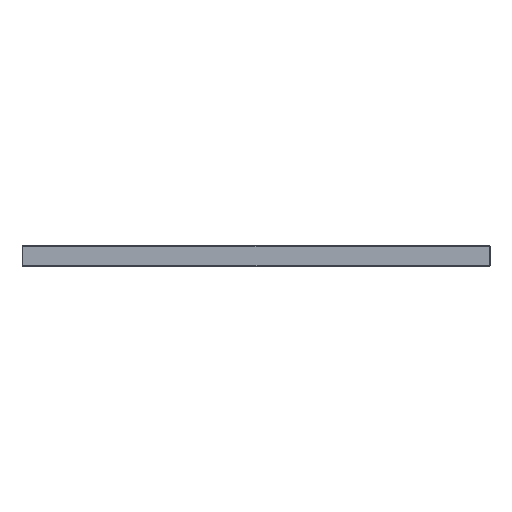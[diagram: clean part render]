
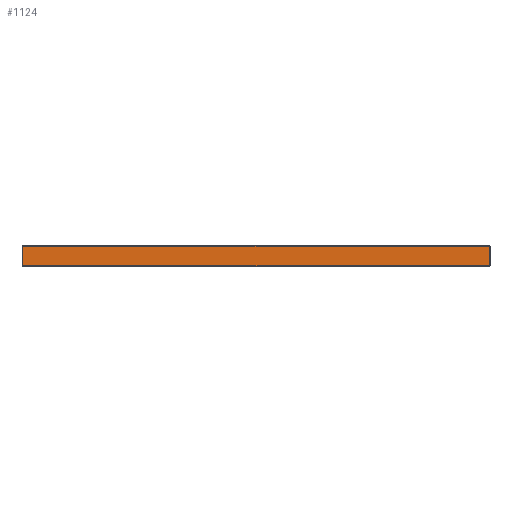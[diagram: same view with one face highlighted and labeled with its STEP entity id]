
A CAD part, left-side view. The second image highlights one B-rep face of the part: STEP entity #1124.
In plain terms, the highlighted planar face has unit normal (-1, 0, 0).
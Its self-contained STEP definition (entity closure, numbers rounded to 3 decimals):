
#315=PLANE('',#7007);
#484=LINE('',#10561,#762);
#487=LINE('',#10575,#765);
#495=LINE('',#10725,#773);
#762=VECTOR('',#7623,1.);
#765=VECTOR('',#7634,1.);
#773=VECTOR('',#7664,1.);
#1124=ADVANCED_FACE('',(#1684),#315,.T.);
#1684=FACE_OUTER_BOUND('',#2102,.T.);
#2102=EDGE_LOOP('',(#2995,#2996,#2997,#2998,#2999));
#2995=ORIENTED_EDGE('',*,*,#5623,.T.);
#2996=ORIENTED_EDGE('',*,*,#5642,.T.);
#2997=ORIENTED_EDGE('',*,*,#5617,.T.);
#2998=ORIENTED_EDGE('',*,*,#5643,.T.);
#2999=ORIENTED_EDGE('',*,*,#5644,.T.);
#4988=VERTEX_POINT('',#10562);
#4989=VERTEX_POINT('',#10563);
#4994=VERTEX_POINT('',#10574);
#4995=VERTEX_POINT('',#10576);
#5007=VERTEX_POINT('',#10742);
#5617=EDGE_CURVE('',#4988,#4989,#484,.T.);
#5623=EDGE_CURVE('',#4995,#4994,#487,.T.);
#5642=EDGE_CURVE('',#4994,#4988,#495,.T.);
#5643=EDGE_CURVE('',#4989,#5007,#6646,.T.);
#5644=EDGE_CURVE('',#5007,#4995,#6647,.T.);
#6646=B_SPLINE_CURVE_WITH_KNOTS('',3,(#10726,#10727,#10728,#10729,#10730,
#10731,#10732,#10733,#10734,#10735,#10736,#10737,#10738,#10739,#10740,#10741),
 .UNSPECIFIED.,.F.,.F.,(4,3,3,3,3,4),(0.,0.007,0.036,
0.152,0.615,1.),.UNSPECIFIED.);
#6647=B_SPLINE_CURVE_WITH_KNOTS('',3,(#10743,#10744,#10745,#10746,#10747,
#10748,#10749,#10750,#10751,#10752,#10753,#10754,#10755,#10756,#10757,#10758,
#10759,#10760,#10761,#10762,#10763,#10764,#10765,#10766,#10767),
 .UNSPECIFIED.,.F.,.F.,(4,3,3,3,3,3,3,3,4),(0.,0.007,0.033,
0.14,0.569,0.848,0.964,
0.993,1.),.UNSPECIFIED.);
#7007=AXIS2_PLACEMENT_3D('',#10768,#7665,#7666);
#7623=DIRECTION('',(0.,0.,1.));
#7634=DIRECTION('',(0.,0.,-1.));
#7664=DIRECTION('',(0.,-1.,0.));
#7665=DIRECTION('',(-1.,0.,0.));
#7666=DIRECTION('',(0.,0.,1.));
#10561=CARTESIAN_POINT('',(-700.,-448.5,39.));
#10562=CARTESIAN_POINT('',(-700.,-448.5,1.));
#10563=CARTESIAN_POINT('',(-700.,-448.5,38.478));
#10574=CARTESIAN_POINT('',(-700.,448.5,1.));
#10575=CARTESIAN_POINT('',(-700.,448.5,39.));
#10576=CARTESIAN_POINT('',(-700.,448.5,38.478));
#10725=CARTESIAN_POINT('',(-700.,448.5,1.));
#10726=CARTESIAN_POINT('',(-700.,-448.5,38.478));
#10727=CARTESIAN_POINT('',(-700.,-447.418,38.466));
#10728=CARTESIAN_POINT('',(-700.,-446.335,38.462));
#10729=CARTESIAN_POINT('',(-700.,-445.253,38.462));
#10730=CARTESIAN_POINT('',(-700.,-440.924,38.462));
#10731=CARTESIAN_POINT('',(-700.,-436.595,38.462));
#10732=CARTESIAN_POINT('',(-700.,-432.266,38.462));
#10733=CARTESIAN_POINT('',(-700.,-414.949,38.462));
#10734=CARTESIAN_POINT('',(-700.,-397.632,38.462));
#10735=CARTESIAN_POINT('',(-700.,-380.316,38.462));
#10736=CARTESIAN_POINT('',(-700.,-311.049,38.462));
#10737=CARTESIAN_POINT('',(-700.,-241.782,38.462));
#10738=CARTESIAN_POINT('',(-700.,-172.516,38.462));
#10739=CARTESIAN_POINT('',(-700.,-115.01,38.462));
#10740=CARTESIAN_POINT('',(-700.,-57.505,38.462));
#10741=CARTESIAN_POINT('',(-700.,0.,38.462));
#10742=CARTESIAN_POINT('',(-700.,0.,38.462));
#10743=CARTESIAN_POINT('',(-700.,0.,38.462));
#10744=CARTESIAN_POINT('',(-700.,1.,38.462));
#10745=CARTESIAN_POINT('',(-700.,2.,38.462));
#10746=CARTESIAN_POINT('',(-700.,3.,38.462));
#10747=CARTESIAN_POINT('',(-700.,7.,38.462));
#10748=CARTESIAN_POINT('',(-700.,11.,38.462));
#10749=CARTESIAN_POINT('',(-700.,15.,38.462));
#10750=CARTESIAN_POINT('',(-700.,31.,38.462));
#10751=CARTESIAN_POINT('',(-700.,47.,38.462));
#10752=CARTESIAN_POINT('',(-700.,63.,38.462));
#10753=CARTESIAN_POINT('',(-700.,127.,38.462));
#10754=CARTESIAN_POINT('',(-700.,191.,38.462));
#10755=CARTESIAN_POINT('',(-700.,255.,38.462));
#10756=CARTESIAN_POINT('',(-700.,296.772,38.462));
#10757=CARTESIAN_POINT('',(-700.,338.544,38.462));
#10758=CARTESIAN_POINT('',(-700.,380.316,38.462));
#10759=CARTESIAN_POINT('',(-700.,397.632,38.462));
#10760=CARTESIAN_POINT('',(-700.,414.949,38.462));
#10761=CARTESIAN_POINT('',(-700.,432.266,38.462));
#10762=CARTESIAN_POINT('',(-700.,436.595,38.462));
#10763=CARTESIAN_POINT('',(-700.,440.924,38.462));
#10764=CARTESIAN_POINT('',(-700.,445.253,38.462));
#10765=CARTESIAN_POINT('',(-700.,446.335,38.462));
#10766=CARTESIAN_POINT('',(-700.,447.418,38.466));
#10767=CARTESIAN_POINT('',(-700.,448.5,38.478));
#10768=CARTESIAN_POINT('',(-700.,448.5,39.));
